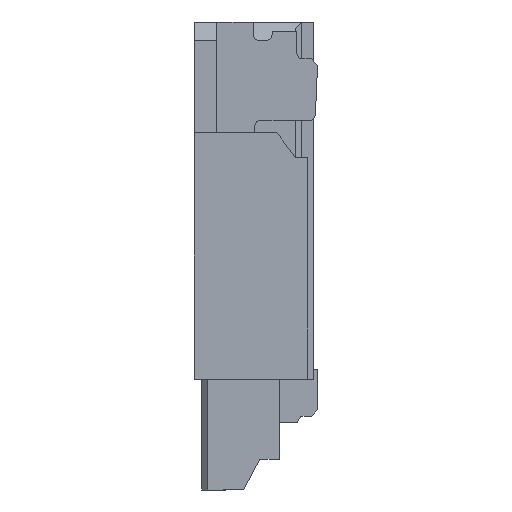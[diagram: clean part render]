
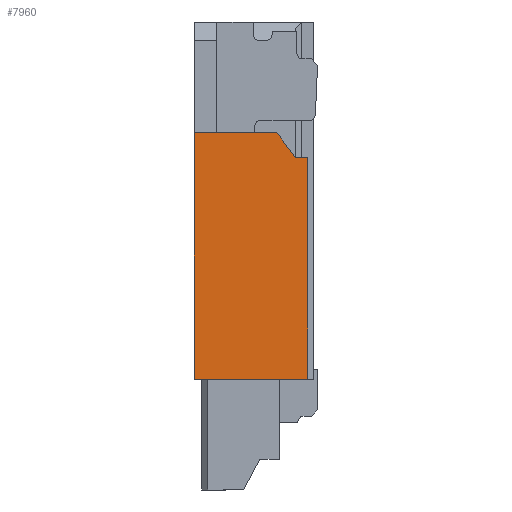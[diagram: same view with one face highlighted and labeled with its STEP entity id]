
A CAD part, left-side view. The second image highlights one B-rep face of the part: STEP entity #7960.
In plain terms, the highlighted planar face has unit normal (-1, 0, 0).
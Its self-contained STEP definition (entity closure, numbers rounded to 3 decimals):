
#334 = LINE ( 'NONE', #406, #1775 ) ;
#406 = CARTESIAN_POINT ( 'NONE',  ( -3.5, 0.031, 0.776 ) ) ;
#1455 = CARTESIAN_POINT ( 'NONE',  ( -3.5, -0.481, 0.976 ) ) ;
#1775 = VECTOR ( 'NONE', #12442, 1000. ) ;
#2333 = EDGE_LOOP ( 'NONE', ( #5825, #16879, #14925, #9463, #9289, #16847 ) ) ;
#2345 = VECTOR ( 'NONE', #4922, 1000. ) ;
#2396 = CARTESIAN_POINT ( 'NONE',  ( -3.5, 0.031, -1.024 ) ) ;
#3314 = CARTESIAN_POINT ( 'NONE',  ( -3.5, 0.031, -0.719 ) ) ;
#3400 = VECTOR ( 'NONE', #6806, 1000. ) ;
#4369 = VECTOR ( 'NONE', #14244, 1000. ) ;
#4568 = EDGE_CURVE ( 'NONE', #5991, #6026, #334, .T. ) ;
#4645 = AXIS2_PLACEMENT_3D ( 'NONE', #3314, #13966, #14023 ) ;
#4922 = DIRECTION ( 'NONE',  ( 0., 1., 0. ) ) ;
#5139 = CARTESIAN_POINT ( 'NONE',  ( -3.5, -0.731, -1.024 ) ) ;
#5732 = VERTEX_POINT ( 'NONE', #7920 ) ;
#5825 = ORIENTED_EDGE ( 'NONE', *, *, #9587, .F. ) ;
#5991 = VERTEX_POINT ( 'NONE', #16379 ) ;
#6026 = VERTEX_POINT ( 'NONE', #9785 ) ;
#6146 = FACE_OUTER_BOUND ( 'NONE', #2333, .T. ) ;
#6188 = EDGE_CURVE ( 'NONE', #8497, #5732, #14761, .T. ) ;
#6806 = DIRECTION ( 'NONE',  ( 0., 0., -1. ) ) ;
#7363 = CARTESIAN_POINT ( 'NONE',  ( -3.5, -0.731, -1.024 ) ) ;
#7900 = VECTOR ( 'NONE', #8597, 1000. ) ;
#7920 = CARTESIAN_POINT ( 'NONE',  ( -3.5, 0.189, -1.024 ) ) ;
#7960 = ADVANCED_FACE ( 'NONE', ( #6146 ), #12584, .F. ) ;
#8497 = VERTEX_POINT ( 'NONE', #7363 ) ;
#8597 = DIRECTION ( 'NONE',  ( 0., 0., 1. ) ) ;
#9289 = ORIENTED_EDGE ( 'NONE', *, *, #13143, .F. ) ;
#9463 = ORIENTED_EDGE ( 'NONE', *, *, #10515, .F. ) ;
#9587 = EDGE_CURVE ( 'NONE', #6026, #8497, #12121, .T. ) ;
#9785 = CARTESIAN_POINT ( 'NONE',  ( -3.5, -0.731, 0.776 ) ) ;
#10143 = CARTESIAN_POINT ( 'NONE',  ( -3.5, 0.189, 0.976 ) ) ;
#10464 = DIRECTION ( 'NONE',  ( 0., -0.6, -0.8 ) ) ;
#10515 = EDGE_CURVE ( 'NONE', #12860, #15993, #13528, .T. ) ;
#12121 = LINE ( 'NONE', #5139, #3400 ) ;
#12442 = DIRECTION ( 'NONE',  ( 0., -1., 0. ) ) ;
#12584 = PLANE ( 'NONE',  #4645 ) ;
#12860 = VERTEX_POINT ( 'NONE', #10143 ) ;
#13143 = EDGE_CURVE ( 'NONE', #5732, #12860, #15614, .T. ) ;
#13528 = LINE ( 'NONE', #14303, #4369 ) ;
#13966 = DIRECTION ( 'NONE',  ( 1., 0., 0. ) ) ;
#14023 = DIRECTION ( 'NONE',  ( 0., -1., 0. ) ) ;
#14244 = DIRECTION ( 'NONE',  ( 0., -1., 0. ) ) ;
#14303 = CARTESIAN_POINT ( 'NONE',  ( -3.5, 0.031, 0.976 ) ) ;
#14590 = CARTESIAN_POINT ( 'NONE',  ( -3.5, -0.631, 0.776 ) ) ;
#14761 = LINE ( 'NONE', #2396, #2345 ) ;
#14925 = ORIENTED_EDGE ( 'NONE', *, *, #15952, .F. ) ;
#15465 = LINE ( 'NONE', #14590, #17144 ) ;
#15614 = LINE ( 'NONE', #16572, #7900 ) ;
#15952 = EDGE_CURVE ( 'NONE', #15993, #5991, #15465, .T. ) ;
#15993 = VERTEX_POINT ( 'NONE', #1455 ) ;
#16379 = CARTESIAN_POINT ( 'NONE',  ( -3.5, -0.631, 0.776 ) ) ;
#16572 = CARTESIAN_POINT ( 'NONE',  ( -3.5, 0.189, -0.719 ) ) ;
#16847 = ORIENTED_EDGE ( 'NONE', *, *, #6188, .F. ) ;
#16879 = ORIENTED_EDGE ( 'NONE', *, *, #4568, .F. ) ;
#17144 = VECTOR ( 'NONE', #10464, 1000. ) ;
